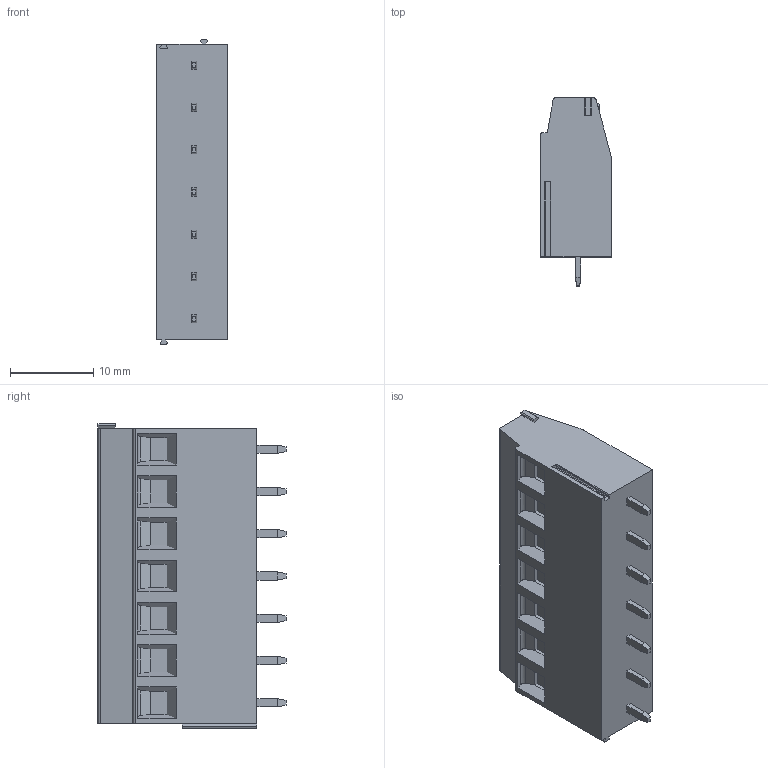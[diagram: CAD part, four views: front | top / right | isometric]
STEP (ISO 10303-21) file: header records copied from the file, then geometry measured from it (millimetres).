
FILE_DESCRIPTION((''),'2;1');
FILE_NAME('PRT0053','2025-01-17T',('yanfa'),(''),'PRO/ENGINEER BY PARAMETRIC TECHNOLOGY CORPORATION, 2009280','PRO/ENGINEER BY PARAMETRIC TECHNOLOGY CORPORATION, 2009280','');
FILE_SCHEMA(('AUTOMOTIVE_DESIGN_CC2 { 1 2 10303 214 -1 1 5 2 }'));
Length unit declared in the file: millimetre
Products named in the file (1): PRT0053
Bounding box: 8.6 x 22.6 x 36.56 mm (x, y, z)
Volume: 5184.7 mm3; surface area: 2595.3 mm2
Topology: 1 solids, 1 shells, 342 faces, 831 edges, 519 vertices
Faces by surface type: plane 207, cylinder 86, cone 28, torus 14, sphere 7
Entity records: 10172 total; most frequent: CARTESIAN_POINT 2080, DIRECTION 1673, ORIENTED_EDGE 1662, EDGE_CURVE 831, VECTOR 575, LINE 575, AXIS2_PLACEMENT_3D 549, VERTEX_POINT 519
